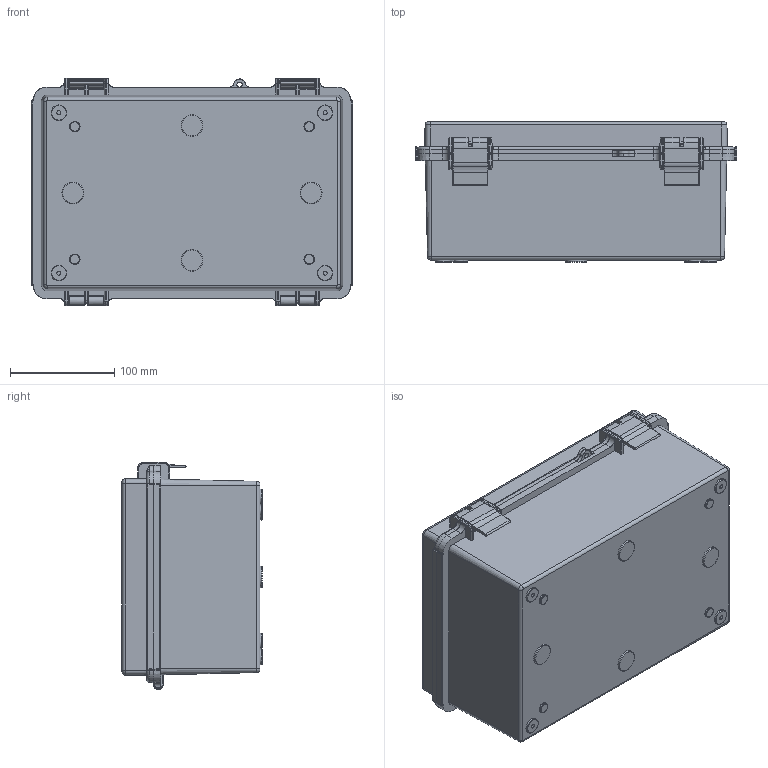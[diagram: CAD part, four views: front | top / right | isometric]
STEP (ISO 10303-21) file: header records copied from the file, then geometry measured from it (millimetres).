
FILE_DESCRIPTION (( 'STEP AP214' ), '1' );
FILE_NAME ('NBF-32016.STEP', '2011-06-08T17:22:53', ( 'ENG1' ), ( '' ), 'SwSTEP 2.0', 'SolidWorks 2010', '' );
FILE_SCHEMA (( 'AUTOMOTIVE_DESIGN' ));
Length unit declared in the file: inch
Products named in the file (4): NBF-32016-B; NBF-32016-C; Latch-med-4mm; NBF-32016
Assembly tree (4 placements, depth 2):
  NBF-32016
    Latch-med-4mm  x2
    NBF-32016-B
    NBF-32016-C
Bounding box: 308.56 x 134.5 x 218.38 mm (x, y, z)
Volume: 753326.6 mm3; surface area: 526825.2 mm2
Topology: 4 solids, 4 shells, 1118 faces, 2836 edges, 1730 vertices
Faces by surface type: cylinder 412, plane 330, torus 166, cone 94, bspline 72, sphere 44
Entity records: 40199 total; most frequent: CARTESIAN_POINT 16941, ORIENTED_EDGE 5006, DIRECTION 4793, EDGE_CURVE 2503, AXIS2_PLACEMENT_3D 1818, VERTEX_POINT 1544, VECTOR 1157, LINE 1157
